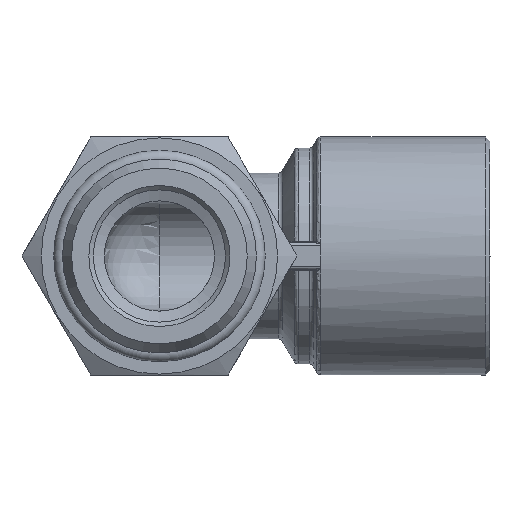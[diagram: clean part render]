
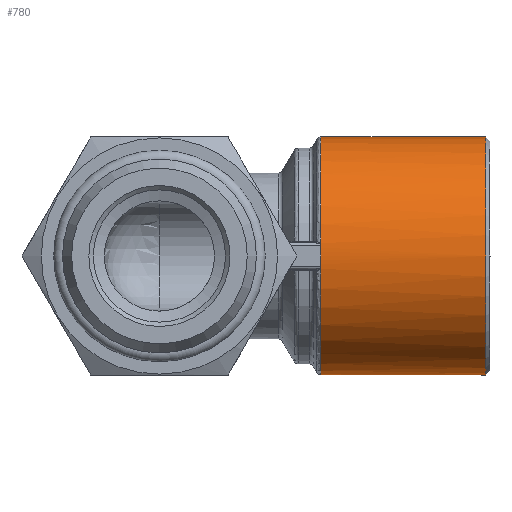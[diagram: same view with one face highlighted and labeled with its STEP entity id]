
A CAD part, front view. The second image highlights one B-rep face of the part: STEP entity #780.
In plain terms, the highlighted cylindrical face has radius 13.5 mm (diameter 27 mm), a full revolution.
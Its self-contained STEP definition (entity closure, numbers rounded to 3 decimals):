
#780 = ADVANCED_FACE( 'NONE', ( #1605, #1606 ), #1607, .T. );
#1605 = FACE_OUTER_BOUND( '', #5011, .T. );
#1606 = FACE_OUTER_BOUND( '', #5012, .T. );
#1607 = CYLINDRICAL_SURFACE( '', #5013, 13.5 );
#5011 = EDGE_LOOP( '', ( #7119, #7120, #7121 ) );
#5012 = EDGE_LOOP( '', ( #7122 ) );
#5013 = AXIS2_PLACEMENT_3D( '', #7123, #7124, #7125 );
#7119 = ORIENTED_EDGE( '', *, *, #7279, .T. );
#7120 = ORIENTED_EDGE( '', *, *, #7229, .T. );
#7121 = ORIENTED_EDGE( '', *, *, #7942, .T. );
#7122 = ORIENTED_EDGE( '', *, *, #7182, .T. );
#7123 = CARTESIAN_POINT( '', ( 0., 0., 0. ) );
#7124 = DIRECTION( '', ( 1., 0., 0. ) );
#7125 = DIRECTION( '', ( 0., 0., 1. ) );
#7182 = EDGE_CURVE( 'NONE', #8098, #8098, #8099, .T. );
#7229 = EDGE_CURVE( 'NONE', #8181, #8182, #8183, .T. );
#7279 = EDGE_CURVE( 'NONE', #8272, #8181, #8273, .T. );
#7942 = EDGE_CURVE( 'NONE', #8182, #8272, #9250, .T. );
#8098 = VERTEX_POINT( '', #9474 );
#8099 = CIRCLE( '', #9475, 13.5 );
#8181 = VERTEX_POINT( 'NONE', #9655 );
#8182 = VERTEX_POINT( 'NONE', #9656 );
#8183 = CIRCLE( '', #9657, 13.5 );
#8272 = VERTEX_POINT( 'NONE', #9948 );
#8273 = CIRCLE( '', #9949, 13.5 );
#9250 = CIRCLE( '', #13552, 13.5 );
#9474 = CARTESIAN_POINT( '', ( 37., 0., 13.5 ) );
#9475 = AXIS2_PLACEMENT_3D( '', #13754, #13755, #13756 );
#9655 = CARTESIAN_POINT( '', ( 18.299, -13.422, 1.448 ) );
#9656 = CARTESIAN_POINT( '', ( 18.299, -13.5, 0. ) );
#9657 = AXIS2_PLACEMENT_3D( '', #13794, #13795, #13796 );
#9948 = CARTESIAN_POINT( '', ( 18.299, -13.422, -1.448 ) );
#9949 = AXIS2_PLACEMENT_3D( '', #13839, #13840, #13841 );
#13552 = AXIS2_PLACEMENT_3D( '', #14272, #14273, #14274 );
#13754 = CARTESIAN_POINT( '', ( 37., 0., 0. ) );
#13755 = DIRECTION( '', ( -1., 0., 0. ) );
#13756 = DIRECTION( '', ( 0., 0., 1. ) );
#13794 = CARTESIAN_POINT( '', ( 18.299, 0., 0. ) );
#13795 = DIRECTION( '', ( 1., 0., 0. ) );
#13796 = DIRECTION( '', ( 0., 0., -1. ) );
#13839 = CARTESIAN_POINT( '', ( 18.299, 0., 0. ) );
#13840 = DIRECTION( '', ( 1., 0., 0. ) );
#13841 = DIRECTION( '', ( 0., 0., -1. ) );
#14272 = CARTESIAN_POINT( '', ( 18.299, 0., 0. ) );
#14273 = DIRECTION( '', ( 1., 0., 0. ) );
#14274 = DIRECTION( '', ( 0., 0., -1. ) );
